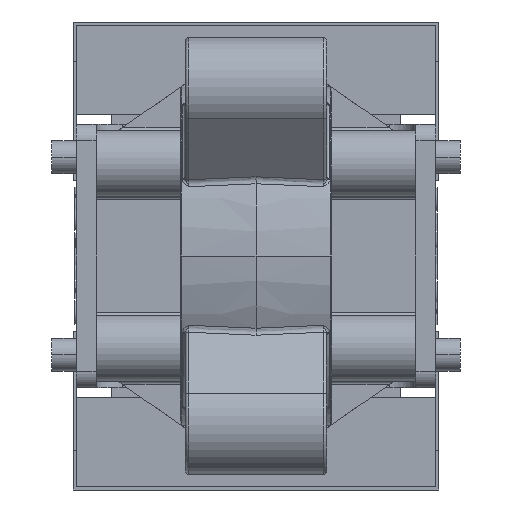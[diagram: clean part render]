
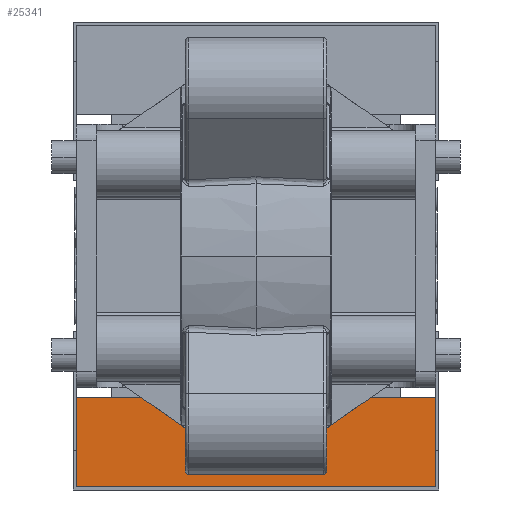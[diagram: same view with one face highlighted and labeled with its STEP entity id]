
A CAD part, front view. The second image highlights one B-rep face of the part: STEP entity #25341.
In plain terms, the highlighted planar face has unit normal (0, -1, 0).
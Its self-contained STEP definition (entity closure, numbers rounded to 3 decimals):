
#7903 = CARTESIAN_POINT ( 'NONE',  ( 54.5, 245.5, -43. ) ) ;
#7914 = CARTESIAN_POINT ( 'NONE',  ( 54.5, 245.5, -70. ) ) ;
#7940 = FACE_OUTER_BOUND ( 'NONE', #25418, .T. ) ;
#7942 = PLANE ( 'NONE',  #8000 ) ;
#7985 = DIRECTION ( 'NONE',  ( 1., 0., 0. ) ) ;
#7986 = VECTOR ( 'NONE', #7985, 1000. ) ;
#7987 = CARTESIAN_POINT ( 'NONE',  ( -55.5, 245.5, -43. ) ) ;
#7988 = LINE ( 'NONE', #7987, #7986 ) ;
#7989 = DIRECTION ( 'NONE',  ( -1., 0., 0. ) ) ;
#7990 = VECTOR ( 'NONE', #7989, 1000. ) ;
#7991 = CARTESIAN_POINT ( 'NONE',  ( 55.5, 245.5, -70. ) ) ;
#7992 = LINE ( 'NONE', #7991, #7990 ) ;
#7997 = DIRECTION ( 'NONE',  ( 0., 0., 1. ) ) ;
#7998 = DIRECTION ( 'NONE',  ( 0., 1., 0. ) ) ;
#7999 = CARTESIAN_POINT ( 'NONE',  ( 55.5, 245.5, -71. ) ) ;
#8000 = AXIS2_PLACEMENT_3D ( 'NONE', #7999, #7998, #7997 ) ;
#8001 = CARTESIAN_POINT ( 'NONE',  ( -54.5, 245.5, -70. ) ) ;
#8006 = CARTESIAN_POINT ( 'NONE',  ( -54.5, 245.5, -43. ) ) ;
#8007 = DIRECTION ( 'NONE',  ( 0., 0., -1. ) ) ;
#8008 = VECTOR ( 'NONE', #8007, 1000. ) ;
#8009 = CARTESIAN_POINT ( 'NONE',  ( -54.5, 245.5, -71. ) ) ;
#8010 = LINE ( 'NONE', #8009, #8008 ) ;
#8059 = DIRECTION ( 'NONE',  ( 0., 0., 1. ) ) ;
#8060 = VECTOR ( 'NONE', #8059, 1000. ) ;
#8061 = CARTESIAN_POINT ( 'NONE',  ( 54.5, 245.5, -71. ) ) ;
#8062 = LINE ( 'NONE', #8061, #8060 ) ;
#25289 = VERTEX_POINT ( 'NONE', #7903 ) ;
#25317 = VERTEX_POINT ( 'NONE', #7914 ) ;
#25341 = ADVANCED_FACE ( 'NONE', ( #7940 ), #7942, .F. ) ;
#25342 = ORIENTED_EDGE ( 'NONE', *, *, #25369, .T. ) ;
#25343 = ORIENTED_EDGE ( 'NONE', *, *, #25346, .F. ) ;
#25346 = EDGE_CURVE ( 'NONE', #25317, #25373, #7992, .T. ) ;
#25347 = EDGE_CURVE ( 'NONE', #25370, #25289, #7988, .T. ) ;
#25369 = EDGE_CURVE ( 'NONE', #25370, #25373, #8010, .T. ) ;
#25370 = VERTEX_POINT ( 'NONE', #8006 ) ;
#25373 = VERTEX_POINT ( 'NONE', #8001 ) ;
#25374 = EDGE_CURVE ( 'NONE', #25317, #25289, #8062, .T. ) ;
#25418 = EDGE_LOOP ( 'NONE', ( #25343, #25419, #25420, #25342 ) ) ;
#25419 = ORIENTED_EDGE ( 'NONE', *, *, #25374, .T. ) ;
#25420 = ORIENTED_EDGE ( 'NONE', *, *, #25347, .F. ) ;
